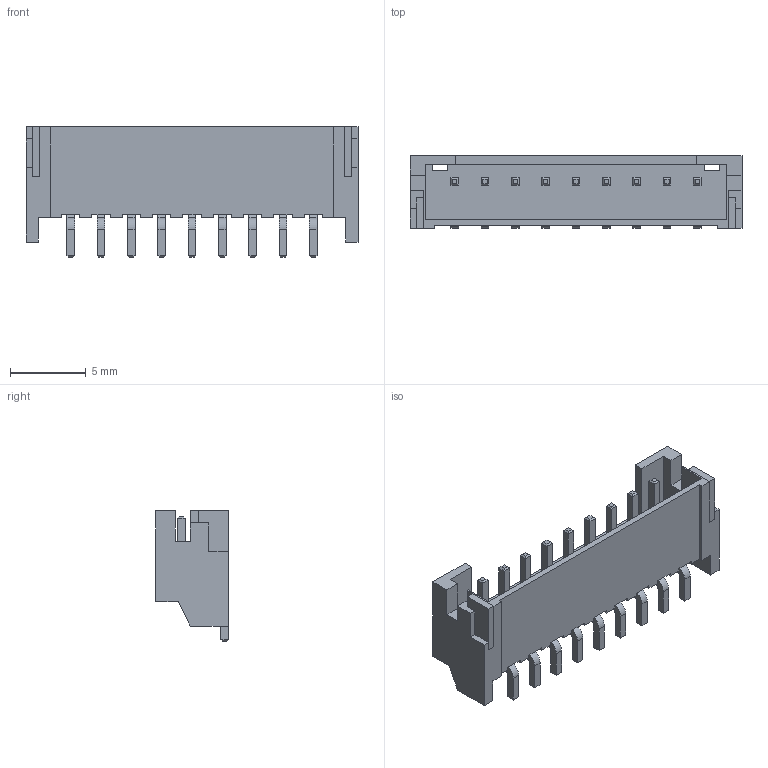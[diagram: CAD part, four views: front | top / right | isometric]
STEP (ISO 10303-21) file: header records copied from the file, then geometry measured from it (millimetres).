
FILE_DESCRIPTION(/* description */ (''),/* implementation_level */ '2;1');
FILE_NAME(/* name */ 'S9B-PH-SM4-TB.stp',/* time_stamp */ '2017-03-17T14:28:18+09:00',/* author */ (''),/* organization */ (''),/* preprocessor_version */ 'ST-DEVELOPER v16.5',/* originating_system */ 'Autodesk Translation Framework v5.2.0.2920',/* authorisation */ '');
FILE_SCHEMA (('AUTOMOTIVE_DESIGN { 1 0 10303 214 3 1 1 }'));
Length unit declared in the file: millimetre
Products named in the file (1): S3B-PH-SM4-TB v8
Bounding box: 21.9 x 4.8 x 8.6 mm (x, y, z)
Volume: 192.3 mm3; surface area: 929.2 mm2
Topology: 12 solids, 12 shells, 336 faces, 876 edges, 560 vertices
Faces by surface type: plane 300, cylinder 36
Entity records: 10125 total; most frequent: CARTESIAN_POINT 1773, ORIENTED_EDGE 1752, DIRECTION 1622, EDGE_CURVE 876, LINE 804, VECTOR 804, VERTEX_POINT 560, AXIS2_PLACEMENT_3D 409
